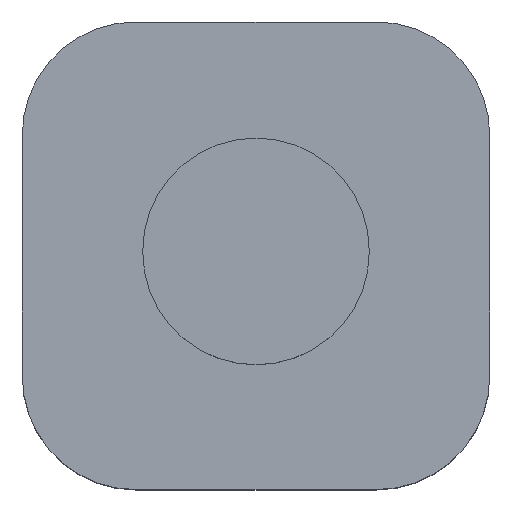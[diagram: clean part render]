
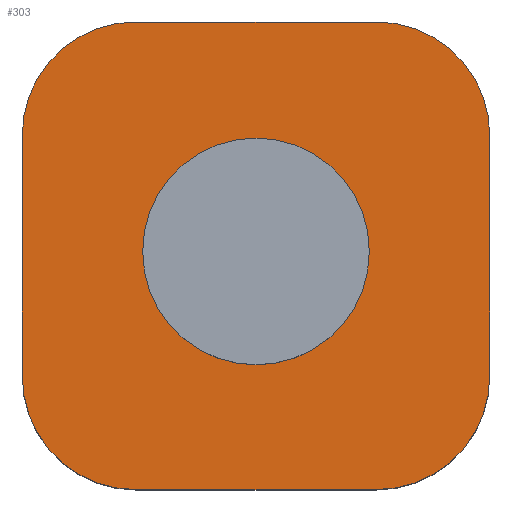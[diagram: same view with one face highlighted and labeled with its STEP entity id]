
A CAD part, top view. The second image highlights one B-rep face of the part: STEP entity #303.
In plain terms, the highlighted planar face has unit normal (0, 0, 1).
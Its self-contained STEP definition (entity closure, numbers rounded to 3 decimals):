
#78=CARTESIAN_POINT('POINT9',(-4.25,8.1,4.13));
#79=VERTEX_POINT('VERTEX9',#78);
#86=CARTESIAN_POINT('POINT10',(4.25,8.1,4.13));
#87=VERTEX_POINT('VERTEX10',#86);
#88=CARTESIAN_POINT('POS11',(4.25,8.1,4.13));
#89=DIRECTION('DIR16',(1.,0.,0.));
#90=VECTOR('VEC6',#89,1.);
#91=LINE('STRAIGHT6',#88,#90);
#92=EDGE_CURVE('EDGE10',#79,#87,#91,.T.);
#110=CARTESIAN_POINT('POINT11',(8.25,4.1,4.13));
#111=VERTEX_POINT('VERTEX11',#110);
#112=CARTESIAN_POINT('POS14',(4.25,4.1,4.13));
#113=DIRECTION('DIR20',(0.,0.,-1.));
#114=DIRECTION('DIR21',(1.,0.,0.));
#115=AXIS2_PLACEMENT_3D('AXIS7',#112,#113,#114);
#116=CIRCLE('ELLIPSE5',#115,4.);
#117=EDGE_CURVE('EDGE12',#87,#111,#116,.T.);
#135=CARTESIAN_POINT('POINT12',(8.25,-4.4,4.13));
#136=VERTEX_POINT('VERTEX12',#135);
#137=CARTESIAN_POINT('POS17',(8.25,-4.4,4.13));
#138=DIRECTION('DIR25',(0.,-1.,0.));
#139=VECTOR('VEC9',#138,1.);
#140=LINE('STRAIGHT9',#137,#139);
#141=EDGE_CURVE('EDGE14',#111,#136,#140,.T.);
#159=CARTESIAN_POINT('POINT13',(4.25,-8.4,4.13));
#160=VERTEX_POINT('VERTEX13',#159);
#161=CARTESIAN_POINT('POS20',(4.25,-4.4,4.13));
#162=DIRECTION('DIR29',(0.,0.,-1.));
#163=DIRECTION('DIR30',(0.,-1.,0.));
#164=AXIS2_PLACEMENT_3D('AXIS10',#161,#162,#163);
#165=CIRCLE('ELLIPSE6',#164,4.);
#166=EDGE_CURVE('EDGE16',#136,#160,#165,.T.);
#184=CARTESIAN_POINT('POINT14',(-4.25,-8.4,4.13));
#185=VERTEX_POINT('VERTEX14',#184);
#186=CARTESIAN_POINT('POS23',(-4.25,-8.4,4.13));
#187=DIRECTION('DIR34',(-1.,0.,0.));
#188=VECTOR('VEC12',#187,1.);
#189=LINE('STRAIGHT12',#186,#188);
#190=EDGE_CURVE('EDGE18',#160,#185,#189,.T.);
#208=CARTESIAN_POINT('POINT15',(-8.25,-4.4,4.13));
#209=VERTEX_POINT('VERTEX15',#208);
#210=CARTESIAN_POINT('POS26',(-4.25,-4.4,4.13));
#211=DIRECTION('DIR38',(0.,0.,-1.));
#212=DIRECTION('DIR39',(-1.,0.,0.));
#213=AXIS2_PLACEMENT_3D('AXIS13',#210,#211,#212);
#214=CIRCLE('ELLIPSE7',#213,4.);
#215=EDGE_CURVE('EDGE20',#185,#209,#214,.T.);
#233=CARTESIAN_POINT('POINT16',(-8.25,4.1,4.13));
#234=VERTEX_POINT('VERTEX16',#233);
#235=CARTESIAN_POINT('POS29',(-8.25,4.1,4.13));
#236=DIRECTION('DIR43',(0.,1.,0.));
#237=VECTOR('VEC15',#236,1.);
#238=LINE('STRAIGHT15',#235,#237);
#239=EDGE_CURVE('EDGE22',#209,#234,#238,.T.);
#257=CARTESIAN_POINT('POS32',(-4.25,4.1,4.13));
#258=DIRECTION('DIR47',(0.,0.,-1.));
#259=DIRECTION('DIR48',(0.,1.,0.));
#260=AXIS2_PLACEMENT_3D('AXIS16',#257,#258,#259);
#261=CIRCLE('ELLIPSE8',#260,4.);
#262=EDGE_CURVE('EDGE24',#234,#79,#261,.T.);
#273=ORIENTED_EDGE('COEDGE41',*,*,#262,.F.);
#274=ORIENTED_EDGE('COEDGE42',*,*,#239,.F.);
#275=ORIENTED_EDGE('COEDGE43',*,*,#215,.F.);
#276=ORIENTED_EDGE('COEDGE44',*,*,#190,.F.);
#277=ORIENTED_EDGE('COEDGE45',*,*,#166,.F.);
#278=ORIENTED_EDGE('COEDGE46',*,*,#141,.F.);
#279=ORIENTED_EDGE('COEDGE47',*,*,#117,.F.);
#280=ORIENTED_EDGE('COEDGE48',*,*,#92,.F.);
#281=EDGE_LOOP('NONE',(#273,#274,#275,#276,#277,#278,#279,#280));
#282=FACE_BOUND('LOOP1',#281,.T.);
#283=CARTESIAN_POINT('POINT17',(3.,0.,4.13));
#284=VERTEX_POINT('VERTEX17',#283);
#285=CARTESIAN_POINT('POINT18',(-3.,0.,
   4.13));
#286=VERTEX_POINT('VERTEX18',#285);
#287=CARTESIAN_POINT('POS34',(0.,0.,4.13));
#288=DIRECTION('DIR51',(0.,0.,-1.));
#289=DIRECTION('DIR52',(-1.,0.,0.));
#290=AXIS2_PLACEMENT_3D('AXIS18',#287,#288,#289);
#291=CIRCLE('ELLIPSE9',#290,3.);
#292=EDGE_CURVE('EDGE25',#284,#286,#291,.T.);
#293=ORIENTED_EDGE('COEDGE49',*,*,#292,.T.);
#294=EDGE_CURVE('EDGE26',#286,#284,#291,.T.);
#295=ORIENTED_EDGE('COEDGE50',*,*,#294,.T.);
#296=EDGE_LOOP('NONE',(#293,#295));
#297=FACE_BOUND('LOOP1',#296,.T.);
#298=CARTESIAN_POINT('POS35',(0.,0.,4.13));
#299=DIRECTION('DIR53',(0.,0.,1.));
#300=DIRECTION('DIR54',(1.,0.,0.));
#301=AXIS2_PLACEMENT_3D('AXIS19',#298,#299,#300);
#302=PLANE('PLANE6',#301);
#303=ADVANCED_FACE('FACE10',(#282,#297),#302,.T.);
